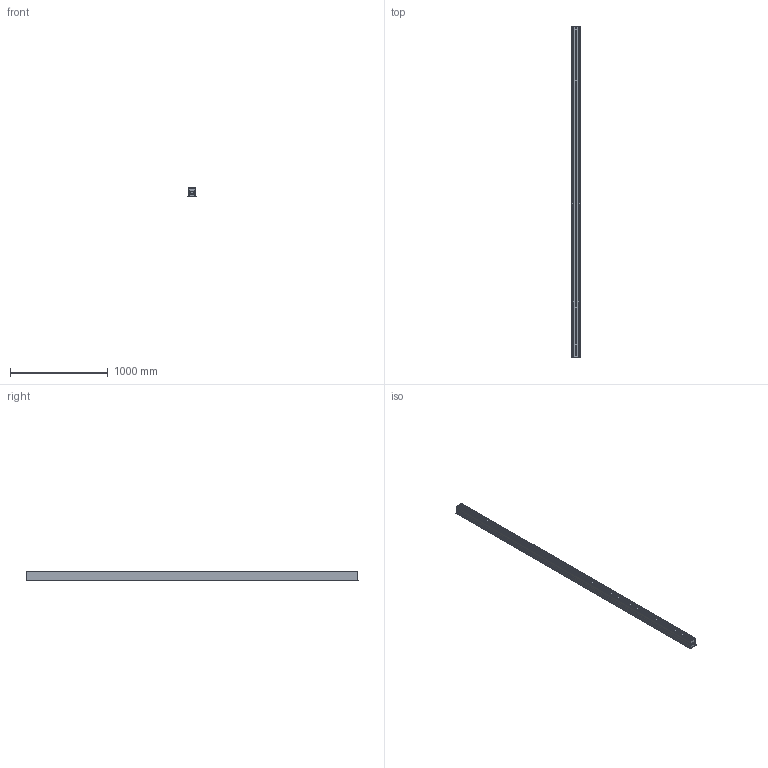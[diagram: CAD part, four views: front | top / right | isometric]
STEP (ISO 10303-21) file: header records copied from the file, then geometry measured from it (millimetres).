
FILE_DESCRIPTION(/* description */ ('This is a sample STEP configuration'),/* implementation_level */ '2;1');
FILE_NAME(/* name */ '728-302083xxxxxx SIMPLE.ipt_Rev_00.1.stp',/* time_stamp */ '2023-04-06T08:34:55+02:00',/* author */ ('powerJobs'),/* organization */ ('coolOrange'),/* preprocessor_version */ 'ST-DEVELOPER v19.2',/* originating_system */ 'Autodesk Inventor 2023',/* authorisation */ '');
FILE_SCHEMA (('AUTOMOTIVE_DESIGN { 1 0 10303 214 3 1 1 }'));
Products named in the file (1): ENG000025939
Bounding box: 92 x 3395 x 86 mm (x, y, z)
Volume: 4499731.8 mm3; surface area: 4874597.6 mm2
Topology: 1 solids, 1 shells, 1376 faces, 4114 edges, 2731 vertices
Faces by surface type: cylinder 640, plane 575, bspline 104, cone 49, torus 8
Full cylindrical faces by diameter (mm): 1.94 x8, 2.2 x10, 2.7 x2, 2.8 x8, 3.2 x9, 5.2 x3, 16 x1
Entity records: 55967 total; most frequent: CARTESIAN_POINT 20585, ORIENTED_EDGE 8216, DIRECTION 6547, EDGE_CURVE 4108, VERTEX_POINT 2731, AXIS2_PLACEMENT_3D 2268, LINE 2011, VECTOR 2011
